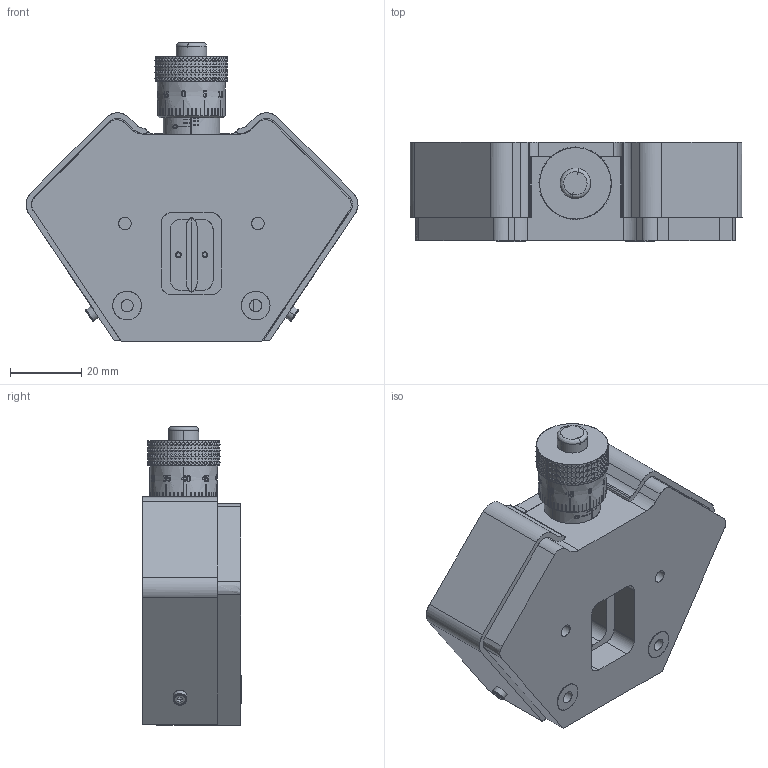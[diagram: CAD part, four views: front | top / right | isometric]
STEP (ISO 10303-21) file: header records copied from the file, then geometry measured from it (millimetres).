
FILE_DESCRIPTION(/* description */ (''),/* implementation_level */ '2;1');
FILE_NAME(/* name */ '04-AOS~1',/* time_stamp */ '2022-03-22T17:44:46+03:00',/* author */ (''),/* organization */ (''),/* preprocessor_version */ 'ST-DEVELOPER v15',/* originating_system */ '',/* authorisation */ '');
FILE_SCHEMA (('AUTOMOTIVE_DESIGN'));
Products named in the file (4): Document; 04-AOS-0-4000; 04-AOS-0-4000_Substitute_1; Block 01
Assembly tree (3 placements, depth 4):
  Document
    04-AOS-0-4000
      04-AOS-0-4000_Substitute_1
        Block 01
Bounding box: 92.91 x 27.7 x 83.6 mm (x, y, z)
Volume: 67.1 mm3; surface area: 38179.4 mm2
Topology: 4 solids, 2332 shells, 2432 faces, 12053 edges, 11821 vertices
Faces by surface type: bspline 2432
Entity records: 228146 total; most frequent: CARTESIAN_POINT 99539, B_SPLINE_CURVE_WITH_KNOTS 20182, ORIENTED_EDGE 12261, PCURVE 12261, DEFINITIONAL_REPRESENTATION 12261, SURFACE_CURVE 12017, EDGE_CURVE 12017, VERTEX_POINT 11822
